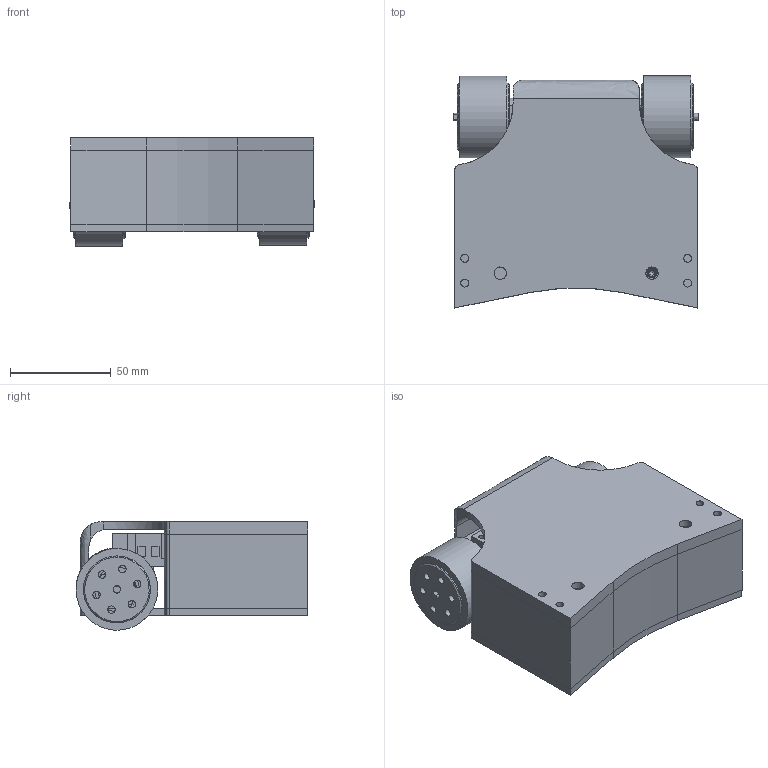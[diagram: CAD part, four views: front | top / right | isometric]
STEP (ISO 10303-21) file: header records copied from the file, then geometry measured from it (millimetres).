
FILE_DESCRIPTION(('FreeCAD Model'),'2;1');
FILE_NAME('Open CASCADE Shape Model','2025-05-03T01:57:24',('FreeCAD'),( 'FreeCAD'),'Open CASCADE STEP processor 7.6','FreeCAD','Unknown');
FILE_SCHEMA(('AUTOMOTIVE_DESIGN { 1 0 10303 214 1 1 1 1 }'));
Products named in the file (1): Open CASCADE STEP translator 7.6 1
Bounding box: 121.95 x 115.2 x 53.86 mm (x, y, z)
Volume: 352051 mm3; surface area: 139295.9 mm2
Topology: 17 solids, 17 shells, 1645 faces, 4419 edges, 2963 vertices
Faces by surface type: bspline 1645
Entity records: 52821 total; most frequent: CARTESIAN_POINT 26044, ORIENTED_EDGE 8828, EDGE_CURVE 4414, B_SPLINE_CURVE_WITH_KNOTS 3706, VERTEX_POINT 2963, FACE_BOUND 1919, EDGE_LOOP 1919, ADVANCED_FACE 1645
